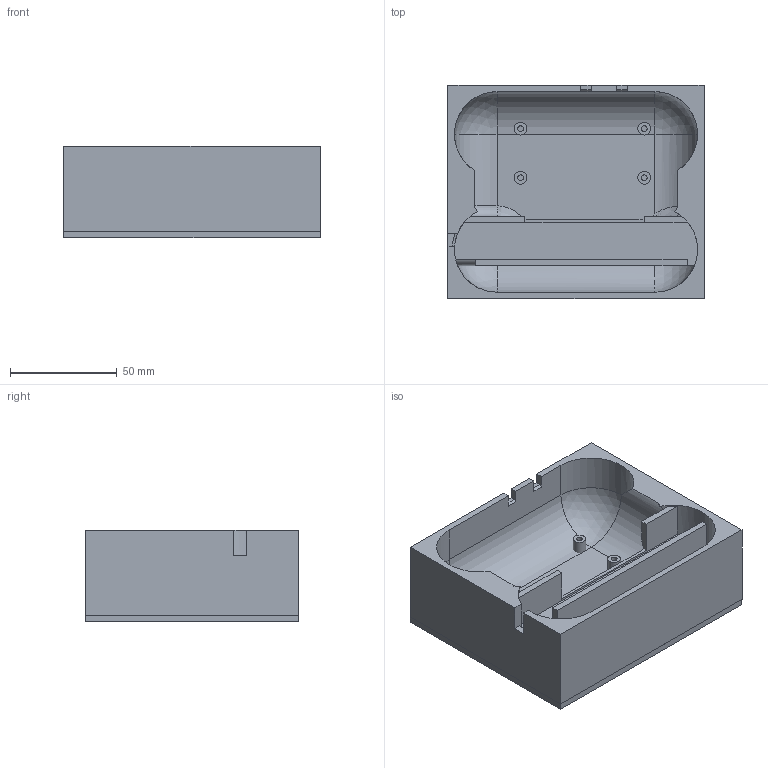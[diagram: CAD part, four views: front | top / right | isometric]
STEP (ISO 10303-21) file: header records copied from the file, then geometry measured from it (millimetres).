
FILE_DESCRIPTION(/* description */ (''),/* implementation_level */ '2;1');
FILE_NAME(/* name */ 'eggnoggpi v11.step',/* time_stamp */ '2024-06-02T16:06:50+02:00',/* author */ (''),/* organization */ (''),/* preprocessor_version */ 'ST-DEVELOPER v20',/* originating_system */ 'Autodesk Translation Framework v12.20.1.177',/* authorisation */ '');
FILE_SCHEMA (('AUTOMOTIVE_DESIGN { 1 0 10303 214 3 1 1 }'));
Length unit declared in the file: millimetre
Products named in the file (1): eggnoggpi
Bounding box: 120 x 100.01 x 43 mm (x, y, z)
Volume: 196604.3 mm3; surface area: 88615.8 mm2
Topology: 6 solids, 6 shells, 100 faces, 250 edges, 159 vertices
Faces by surface type: plane 53, cylinder 28, torus 12, sphere 4, bspline 2, cone 1
Full cylindrical faces by diameter (mm): 2.7 x4, 6 x4
Entity records: 3272 total; most frequent: CARTESIAN_POINT 846, ORIENTED_EDGE 498, DIRECTION 497, EDGE_CURVE 249, AXIS2_PLACEMENT_3D 178, VERTEX_POINT 159, LINE 141, VECTOR 141
